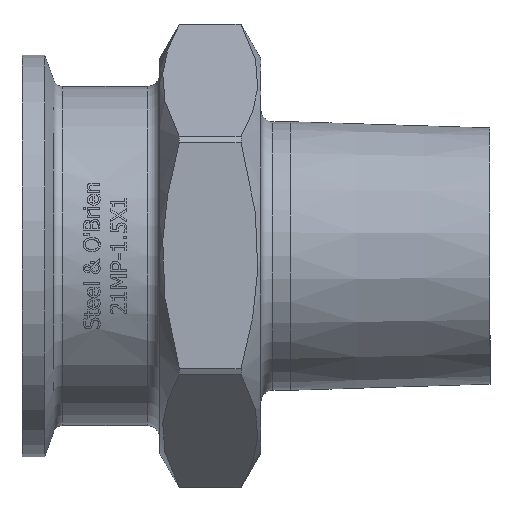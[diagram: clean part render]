
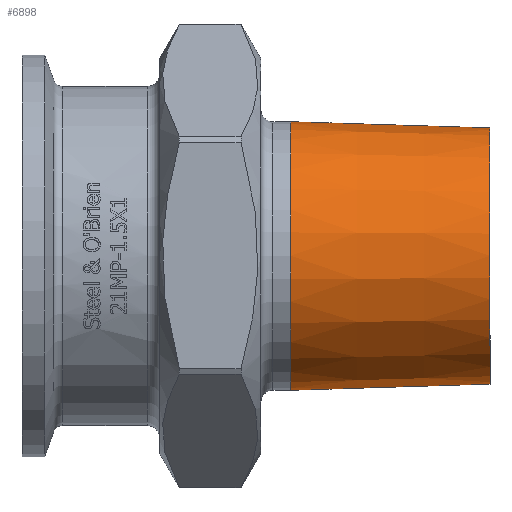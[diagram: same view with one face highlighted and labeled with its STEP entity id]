
A CAD part, top view. The second image highlights one B-rep face of the part: STEP entity #6898.
In plain terms, the highlighted conical face has half-angle 1.783 degrees and reference radius 16.462 mm.
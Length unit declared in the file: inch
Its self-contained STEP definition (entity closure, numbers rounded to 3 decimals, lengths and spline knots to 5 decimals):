
#31=CONICAL_SURFACE('',#7361,0.64813,1.783);
#132=FACE_BOUND('',#1288,.T.);
#846=FACE_OUTER_BOUND('',#1287,.T.);
#1287=EDGE_LOOP('',(#6440));
#1288=EDGE_LOOP('',(#6441));
#1762=CIRCLE('',#7301,0.6328);
#1782=CIRCLE('',#7341,0.66345);
#3365=VERTEX_POINT('',#14708);
#3398=VERTEX_POINT('',#14829);
#4366=EDGE_CURVE('',#3365,#3365,#1762,.T.);
#4410=EDGE_CURVE('',#3398,#3398,#1782,.T.);
#6440=ORIENTED_EDGE('',*,*,#4366,.F.);
#6441=ORIENTED_EDGE('',*,*,#4410,.T.);
#6898=ADVANCED_FACE('',(#846,#132),#31,.T.);
#7301=AXIS2_PLACEMENT_3D('',#14709,#8614,#8615);
#7341=AXIS2_PLACEMENT_3D('',#14830,#8706,#8707);
#7361=AXIS2_PLACEMENT_3D('',#14858,#8746,#8747);
#8614=DIRECTION('center_axis',(1.,0.,0.));
#8615=DIRECTION('ref_axis',(0.,1.,0.));
#8706=DIRECTION('center_axis',(1.,0.,0.));
#8707=DIRECTION('ref_axis',(0.,1.,0.));
#8746=DIRECTION('center_axis',(-1.,0.,0.));
#8747=DIRECTION('ref_axis',(0.,1.,0.));
#14708=CARTESIAN_POINT('',(2.3125,0.6328,0.));
#14709=CARTESIAN_POINT('Origin',(2.3125,0.,0.));
#14829=CARTESIAN_POINT('',(1.328,0.66345,0.));
#14830=CARTESIAN_POINT('Origin',(1.328,0.,0.));
#14858=CARTESIAN_POINT('Origin',(1.82025,0.,0.));
